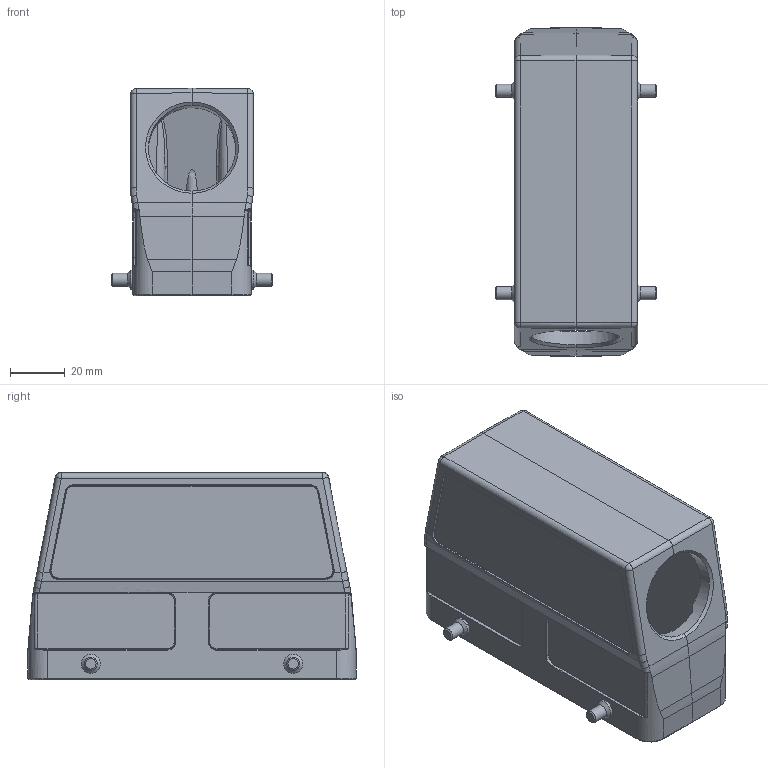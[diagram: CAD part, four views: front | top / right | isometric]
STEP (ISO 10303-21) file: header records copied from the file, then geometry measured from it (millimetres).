
FILE_DESCRIPTION(/* description */ (''),/* implementation_level */ '2;1');
FILE_NAME(/* name */ 'H24B-SEH-4B-XXX.stp',/* time_stamp */ '2022-08-10T13:33:01+08:00',/* author */ (''),/* organization */ (''),/* preprocessor_version */ 'ST-DEVELOPER v16',/* originating_system */ 'SIEMENS PLM Software NX 10.0',/* authorisation */ '');
FILE_SCHEMA (('AP203_CONFIGURATION_CONTROLLED_3D_DESIGN_OF_MECHANICAL_PARTS_AND_ASSEMBLIES_MIM_LF { 1 0 10303 403 2 1 2}'));
Length unit declared in the file: millimetre
Products named in the file (1): Admi64C4377Cc0qb
Bounding box: 59.14 x 120.1 x 75.85 mm (x, y, z)
Volume: 93448.2 mm3; surface area: 53681.8 mm2
Topology: 1 solids, 1 shells, 396 faces, 959 edges, 569 vertices
Faces by surface type: cylinder 160, bspline 114, plane 104, cone 10, sphere 4, torus 4
Full cylindrical faces by diameter (mm): 3 x4, 3.4 x4, 4.8 x4, 7 x4, 32 x1
Entity records: 13519 total; most frequent: CARTESIAN_POINT 5012, ORIENTED_EDGE 1826, DIRECTION 1659, EDGE_CURVE 913, AXIS2_PLACEMENT_3D 659, VERTEX_POINT 556, EDGE_LOOP 435, ADVANCED_FACE 396
